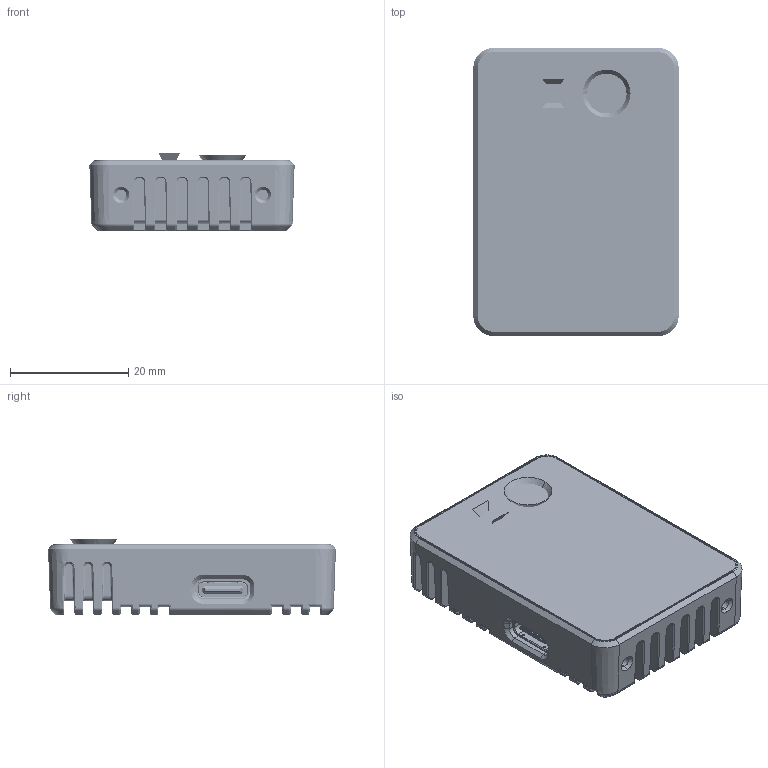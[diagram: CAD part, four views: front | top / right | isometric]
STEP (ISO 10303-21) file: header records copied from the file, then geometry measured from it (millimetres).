
FILE_DESCRIPTION((''),'2;1');
FILE_NAME('CS20--FOROUT','2021-09-13T11:58:08',('杜航'),(''),'CREO PARAMETRIC BY PTC INC, 2018050','CREO PARAMETRIC BY PTC INC, 2018050','');
FILE_SCHEMA(('CONFIG_CONTROL_DESIGN','SHAPE_APPEARANCE_LAYERS_GROUPS'));
Products named in the file (1): CS20--FOROUT
Bounding box: 34.79 x 48.79 x 13.35 mm (x, y, z)
Volume: 2186.6 mm3; surface area: 17203.9 mm2
Topology: 56 solids, 137 shells, 7748 faces, 20414 edges, 12669 vertices
Faces by surface type: plane 4389, cylinder 1557, cone 621, extrusion 530, sphere 288, bspline 238, torus 125
Entity records: 331586 total; most frequent: CARTESIAN_POINT 93931, ORIENTED_EDGE 39593, DIRECTION 35467, EDGE_CURVE 20094, VECTOR 14587, LINE 14057, PRESENTATION_STYLE_ASSIGNMENT 13459, VERTEX_POINT 12682
